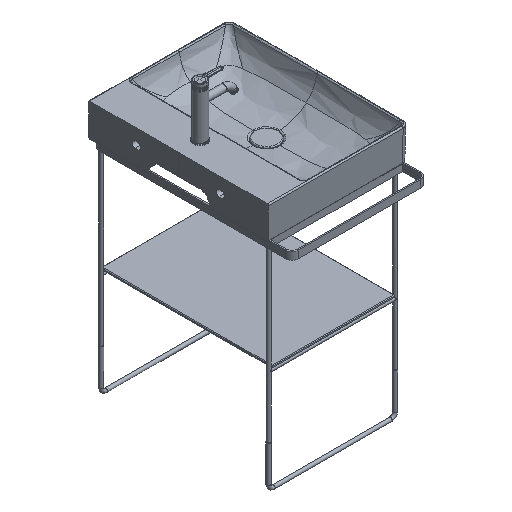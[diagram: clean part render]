
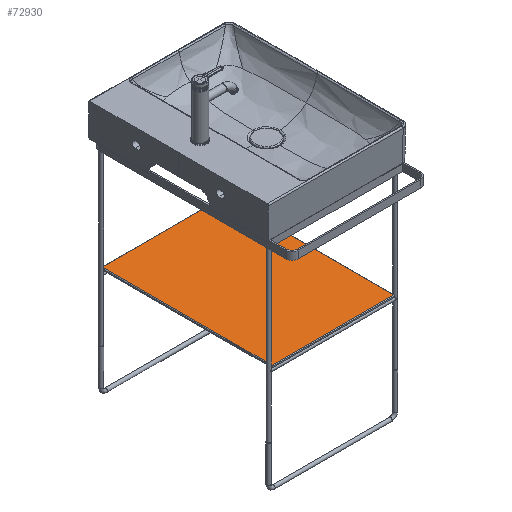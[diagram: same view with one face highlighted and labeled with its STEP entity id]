
A CAD part, isometric view. The second image highlights one B-rep face of the part: STEP entity #72930.
In plain terms, the highlighted planar face has unit normal (0, 0, 1).
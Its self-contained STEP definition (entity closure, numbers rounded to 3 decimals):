
#72516=CARTESIAN_POINT('',(546.405,12.181,8.0));
#72517=VERTEX_POINT('',#72516);
#72624=CARTESIAN_POINT('',(-19.095,-393.319,8.0));
#72625=VERTEX_POINT('',#72624);
#72678=CARTESIAN_POINT('',(546.405,-393.319,8.0));
#72679=VERTEX_POINT('',#72678);
#72738=CARTESIAN_POINT('',(546.405,12.181,8.0));
#72739=DIRECTION('',(0.0,-1.0,0.0));
#72740=VECTOR('',#72739,405.5);
#72741=LINE('',#72738,#72740);
#72742=EDGE_CURVE('',#72517,#72679,#72741,.T.);
#72760=CARTESIAN_POINT('',(546.405,-393.319,8.0));
#72761=DIRECTION('',(-1.0,0.0,0.0));
#72762=VECTOR('',#72761,565.5);
#72763=LINE('',#72760,#72762);
#72764=EDGE_CURVE('',#72679,#72625,#72763,.T.);
#72783=CARTESIAN_POINT('',(-19.095,12.181,8.0));
#72784=VERTEX_POINT('',#72783);
#72785=CARTESIAN_POINT('',(-19.095,-393.319,8.0));
#72786=DIRECTION('',(0.0,1.0,0.0));
#72787=VECTOR('',#72786,405.5);
#72788=LINE('',#72785,#72787);
#72789=EDGE_CURVE('',#72625,#72784,#72788,.T.);
#72827=CARTESIAN_POINT('',(-19.095,12.181,8.0));
#72828=DIRECTION('',(1.0,0.0,0.0));
#72829=VECTOR('',#72828,565.5);
#72830=LINE('',#72827,#72829);
#72831=EDGE_CURVE('',#72784,#72517,#72830,.T.);
#72919=CARTESIAN_POINT('',(263.655,-190.569,8.0));
#72920=DIRECTION('',(0.0,0.0,1.0));
#72921=DIRECTION('',(1.0,0.0,0.0));
#72922=AXIS2_PLACEMENT_3D('',#72919,#72920,#72921);
#72923=PLANE('',#72922);
#72924=ORIENTED_EDGE('',*,*,#72742,.F.);
#72925=ORIENTED_EDGE('',*,*,#72831,.F.);
#72926=ORIENTED_EDGE('',*,*,#72789,.F.);
#72927=ORIENTED_EDGE('',*,*,#72764,.F.);
#72928=EDGE_LOOP('',(#72924,#72925,#72926,#72927));
#72929=FACE_OUTER_BOUND('',#72928,.T.);
#72930=ADVANCED_FACE('',(#72929),#72923,.T.);
